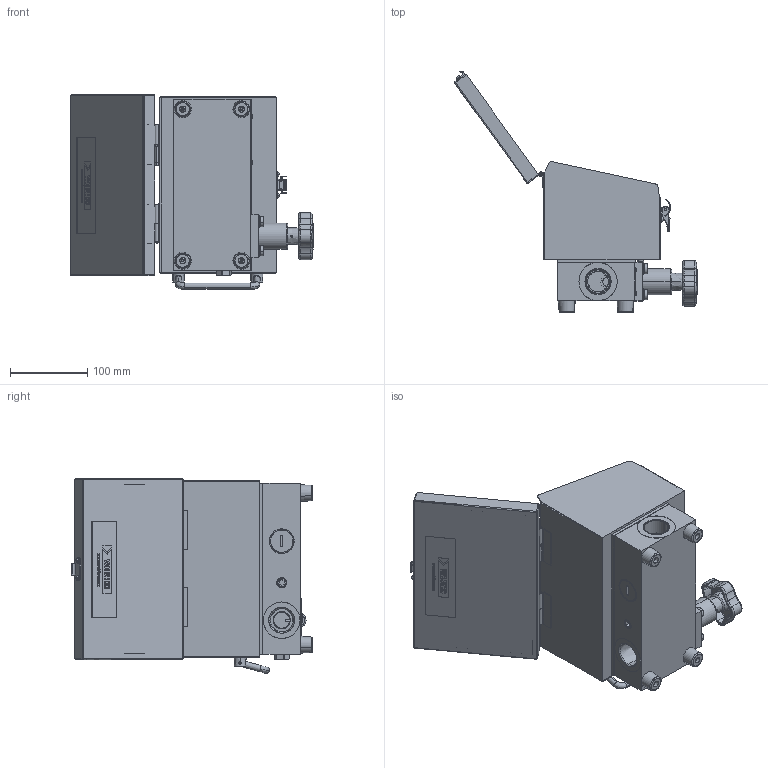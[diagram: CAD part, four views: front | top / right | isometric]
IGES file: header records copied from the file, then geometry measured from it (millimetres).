
Start section: SolidWorks IGES file using analytic representation for surfaces
Global section: file name: ECA'DHT04-B DIGITAL HYDRAULIC TESTER 3D MODEL 1.IGS; native system: SolidWorks 2023; preprocessor: SolidWorks 2023; author: jjt; date: 240509.123001; units: millimetre
Bounding box: 315.12 x 313.57 x 252.56 mm (x, y, z)
Surface area: 466349 mm2 (no closed solid volume)
Topology: 0 solids, 0 shells, 786 faces, 13883 edges, 13883 vertices
Faces by surface type: bspline 506, revolution 280
